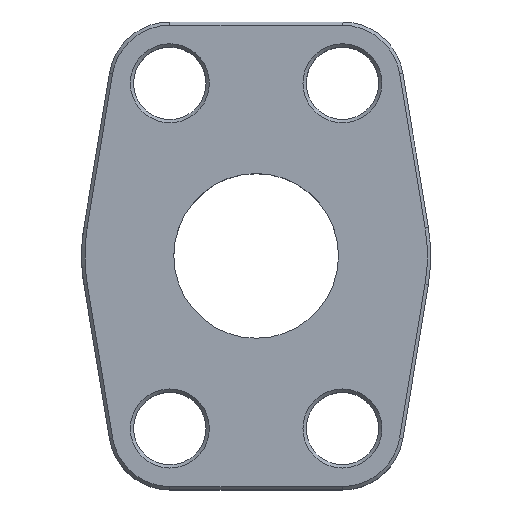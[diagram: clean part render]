
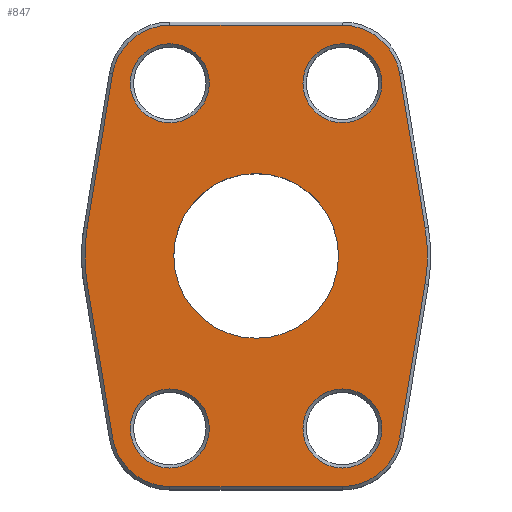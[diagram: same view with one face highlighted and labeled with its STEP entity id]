
A CAD part, top view. The second image highlights one B-rep face of the part: STEP entity #847.
In plain terms, the highlighted planar face has unit normal (0, 0, 1).
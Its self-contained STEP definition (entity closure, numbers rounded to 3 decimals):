
#131=PLANE('',#1094);
#219=EDGE_LOOP('',(#423));
#220=EDGE_LOOP('',(#424,#425,#426,#427,#428,#429,#430,#431,#432,#433,#434,
#435));
#221=EDGE_LOOP('',(#436));
#222=EDGE_LOOP('',(#437));
#223=EDGE_LOOP('',(#438));
#224=EDGE_LOOP('',(#439));
#319=CIRCLE('',#1083,12.5);
#320=CIRCLE('',#1084,26.);
#321=CIRCLE('',#1085,8.8);
#322=CIRCLE('',#1086,8.8);
#323=CIRCLE('',#1087,26.);
#324=CIRCLE('',#1088,8.8);
#325=CIRCLE('',#1089,8.8);
#326=CIRCLE('',#1090,6.);
#327=CIRCLE('',#1091,6.);
#328=CIRCLE('',#1092,6.);
#329=CIRCLE('',#1093,6.);
#423=ORIENTED_EDGE('',*,*,#645,.F.);
#424=ORIENTED_EDGE('',*,*,#646,.T.);
#425=ORIENTED_EDGE('',*,*,#647,.T.);
#426=ORIENTED_EDGE('',*,*,#648,.T.);
#427=ORIENTED_EDGE('',*,*,#649,.T.);
#428=ORIENTED_EDGE('',*,*,#650,.T.);
#429=ORIENTED_EDGE('',*,*,#651,.T.);
#430=ORIENTED_EDGE('',*,*,#652,.T.);
#431=ORIENTED_EDGE('',*,*,#653,.T.);
#432=ORIENTED_EDGE('',*,*,#654,.T.);
#433=ORIENTED_EDGE('',*,*,#655,.T.);
#434=ORIENTED_EDGE('',*,*,#656,.T.);
#435=ORIENTED_EDGE('',*,*,#657,.T.);
#436=ORIENTED_EDGE('',*,*,#658,.T.);
#437=ORIENTED_EDGE('',*,*,#659,.T.);
#438=ORIENTED_EDGE('',*,*,#660,.T.);
#439=ORIENTED_EDGE('',*,*,#661,.T.);
#645=EDGE_CURVE('',#1007,#1007,#319,.T.);
#646=EDGE_CURVE('',#1008,#1009,#736,.T.);
#647=EDGE_CURVE('',#1009,#1010,#320,.T.);
#648=EDGE_CURVE('',#1010,#1011,#737,.T.);
#649=EDGE_CURVE('',#1011,#1012,#321,.T.);
#650=EDGE_CURVE('',#1012,#1013,#738,.T.);
#651=EDGE_CURVE('',#1013,#1014,#322,.T.);
#652=EDGE_CURVE('',#1014,#1015,#739,.T.);
#653=EDGE_CURVE('',#1015,#1016,#323,.T.);
#654=EDGE_CURVE('',#1016,#1017,#740,.T.);
#655=EDGE_CURVE('',#1017,#1018,#324,.T.);
#656=EDGE_CURVE('',#1018,#1019,#741,.T.);
#657=EDGE_CURVE('',#1019,#1008,#325,.T.);
#658=EDGE_CURVE('',#1020,#1020,#326,.T.);
#659=EDGE_CURVE('',#1021,#1021,#327,.T.);
#660=EDGE_CURVE('',#1022,#1022,#328,.T.);
#661=EDGE_CURVE('',#1023,#1023,#329,.T.);
#736=LINE('',#1590,#798);
#737=LINE('',#1595,#799);
#738=LINE('',#1599,#800);
#739=LINE('',#1603,#801);
#740=LINE('',#1607,#802);
#741=LINE('',#1611,#803);
#798=VECTOR('',#1276,1.);
#799=VECTOR('',#1279,1.);
#800=VECTOR('',#1282,1.);
#801=VECTOR('',#1285,1.);
#802=VECTOR('',#1288,1.);
#803=VECTOR('',#1291,1.);
#847=ADVANCED_FACE('',(#907,#908,#909,#910,#911,#912),#131,.T.);
#907=FACE_BOUND('',#219,.T.);
#908=FACE_BOUND('',#220,.T.);
#909=FACE_BOUND('',#221,.T.);
#910=FACE_BOUND('',#222,.T.);
#911=FACE_BOUND('',#223,.T.);
#912=FACE_BOUND('',#224,.T.);
#1007=VERTEX_POINT('',#1589);
#1008=VERTEX_POINT('',#1591);
#1009=VERTEX_POINT('',#1592);
#1010=VERTEX_POINT('',#1594);
#1011=VERTEX_POINT('',#1596);
#1012=VERTEX_POINT('',#1598);
#1013=VERTEX_POINT('',#1600);
#1014=VERTEX_POINT('',#1602);
#1015=VERTEX_POINT('',#1604);
#1016=VERTEX_POINT('',#1606);
#1017=VERTEX_POINT('',#1608);
#1018=VERTEX_POINT('',#1610);
#1019=VERTEX_POINT('',#1612);
#1020=VERTEX_POINT('',#1615);
#1021=VERTEX_POINT('',#1617);
#1022=VERTEX_POINT('',#1619);
#1023=VERTEX_POINT('',#1621);
#1083=AXIS2_PLACEMENT_3D('',#1588,#1274,#1275);
#1084=AXIS2_PLACEMENT_3D('',#1593,#1277,#1278);
#1085=AXIS2_PLACEMENT_3D('',#1597,#1280,#1281);
#1086=AXIS2_PLACEMENT_3D('',#1601,#1283,#1284);
#1087=AXIS2_PLACEMENT_3D('',#1605,#1286,#1287);
#1088=AXIS2_PLACEMENT_3D('',#1609,#1289,#1290);
#1089=AXIS2_PLACEMENT_3D('',#1613,#1292,#1293);
#1090=AXIS2_PLACEMENT_3D('',#1614,#1294,#1295);
#1091=AXIS2_PLACEMENT_3D('',#1616,#1296,#1297);
#1092=AXIS2_PLACEMENT_3D('',#1618,#1298,#1299);
#1093=AXIS2_PLACEMENT_3D('',#1620,#1300,#1301);
#1094=AXIS2_PLACEMENT_3D('',#1622,#1302,#1303);
#1274=DIRECTION('',(0.,0.,1.));
#1275=DIRECTION('',(1.,0.,0.));
#1276=DIRECTION('',(0.163,0.987,0.));
#1277=DIRECTION('',(0.,0.,1.));
#1278=DIRECTION('',(1.,0.,0.));
#1279=DIRECTION('',(-0.163,0.987,0.));
#1280=DIRECTION('',(0.,0.,1.));
#1281=DIRECTION('',(1.,0.,0.));
#1282=DIRECTION('',(-1.,0.,0.));
#1283=DIRECTION('',(0.,0.,1.));
#1284=DIRECTION('',(1.,0.,0.));
#1285=DIRECTION('',(-0.163,-0.987,0.));
#1286=DIRECTION('',(0.,0.,1.));
#1287=DIRECTION('',(1.,0.,0.));
#1288=DIRECTION('',(0.163,-0.987,0.));
#1289=DIRECTION('',(0.,0.,1.));
#1290=DIRECTION('',(1.,0.,0.));
#1291=DIRECTION('',(1.,0.,0.));
#1292=DIRECTION('',(0.,0.,1.));
#1293=DIRECTION('',(1.,0.,0.));
#1294=DIRECTION('',(0.,0.,-1.));
#1295=DIRECTION('',(1.,0.,0.));
#1296=DIRECTION('',(0.,0.,-1.));
#1297=DIRECTION('',(1.,0.,0.));
#1298=DIRECTION('',(0.,0.,-1.));
#1299=DIRECTION('',(1.,0.,0.));
#1300=DIRECTION('',(0.,0.,-1.));
#1301=DIRECTION('',(1.,0.,0.));
#1302=DIRECTION('',(0.,0.,1.));
#1303=DIRECTION('',(1.,0.,0.));
#1588=CARTESIAN_POINT('',(0.,0.,18.));
#1589=CARTESIAN_POINT('',(12.5,0.,18.));
#1590=CARTESIAN_POINT('',(25.651,-4.243,18.));
#1591=CARTESIAN_POINT('',(21.782,-27.636,18.));
#1592=CARTESIAN_POINT('',(25.651,-4.243,18.));
#1593=CARTESIAN_POINT('',(0.,0.,18.));
#1594=CARTESIAN_POINT('',(25.651,4.243,18.));
#1595=CARTESIAN_POINT('',(21.782,27.636,18.));
#1596=CARTESIAN_POINT('',(21.782,27.636,18.));
#1597=CARTESIAN_POINT('',(13.1,26.2,18.));
#1598=CARTESIAN_POINT('',(13.1,35.,18.));
#1599=CARTESIAN_POINT('',(-13.1,35.,18.));
#1600=CARTESIAN_POINT('',(-13.1,35.,18.));
#1601=CARTESIAN_POINT('',(-13.1,26.2,18.));
#1602=CARTESIAN_POINT('',(-21.782,27.636,18.));
#1603=CARTESIAN_POINT('',(-25.651,4.243,18.));
#1604=CARTESIAN_POINT('',(-25.651,4.243,18.));
#1605=CARTESIAN_POINT('',(0.,0.,18.));
#1606=CARTESIAN_POINT('',(-25.651,-4.243,18.));
#1607=CARTESIAN_POINT('',(-21.782,-27.636,18.));
#1608=CARTESIAN_POINT('',(-21.782,-27.636,18.));
#1609=CARTESIAN_POINT('',(-13.1,-26.2,18.));
#1610=CARTESIAN_POINT('',(-13.1,-35.,18.));
#1611=CARTESIAN_POINT('',(13.1,-35.,18.));
#1612=CARTESIAN_POINT('',(13.1,-35.,18.));
#1613=CARTESIAN_POINT('',(13.1,-26.2,18.));
#1614=CARTESIAN_POINT('',(-13.1,-26.2,18.));
#1615=CARTESIAN_POINT('',(-7.1,-26.2,18.));
#1616=CARTESIAN_POINT('',(13.1,-26.2,18.));
#1617=CARTESIAN_POINT('',(19.1,-26.2,18.));
#1618=CARTESIAN_POINT('',(13.1,26.2,18.));
#1619=CARTESIAN_POINT('',(19.1,26.2,18.));
#1620=CARTESIAN_POINT('',(-13.1,26.2,18.));
#1621=CARTESIAN_POINT('',(-7.1,26.2,18.));
#1622=CARTESIAN_POINT('',(13.1,26.2,18.));
